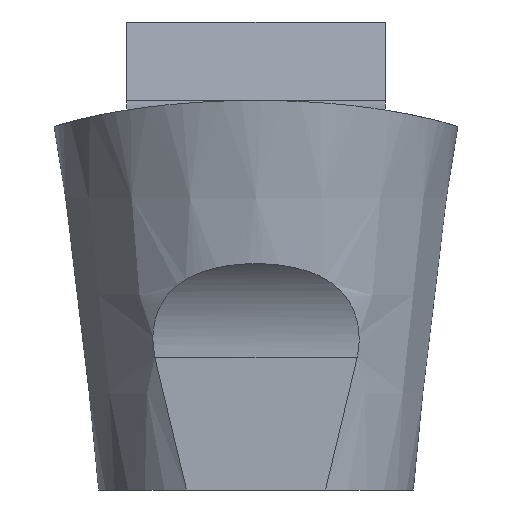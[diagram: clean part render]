
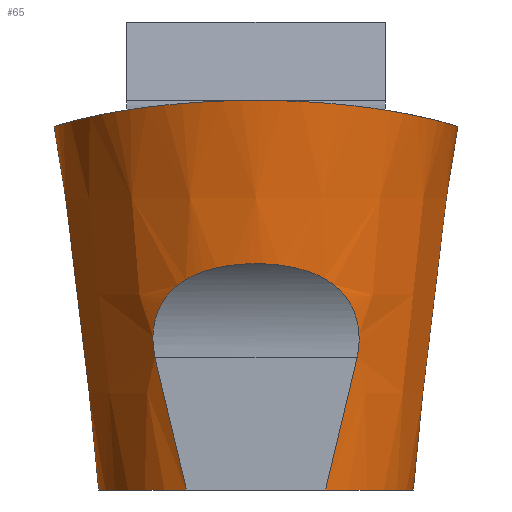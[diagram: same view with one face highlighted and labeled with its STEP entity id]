
A CAD part, front view. The second image highlights one B-rep face of the part: STEP entity #65.
In plain terms, the highlighted conical face has half-angle 7 degrees and reference radius 2.5 mm.
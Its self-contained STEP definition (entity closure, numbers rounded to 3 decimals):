
#42=CONICAL_SURFACE('',#502,2.5,7.);
#47=B_SPLINE_CURVE_WITH_KNOTS('',3,(#878,#879,#880,#881),.UNSPECIFIED.,
 .F.,.F.,(4,4),(0.,1.),.UNSPECIFIED.);
#48=B_SPLINE_CURVE_WITH_KNOTS('',3,(#883,#884,#885,#886,#887,#888,#889,
#890,#891,#892,#893,#894,#895,#896,#897,#898,#899,#900,#901,#902,#903,#904,
#905,#906,#907,#908,#909,#910,#911,#912,#913,#914,#915,#916,#917,#918,#919),
 .UNSPECIFIED.,.F.,.F.,(4,3,3,3,3,3,3,3,3,3,3,3,4),(0.,0.07,
0.141,0.209,0.28,0.381,
0.482,0.605,0.708,0.789,
0.872,0.943,1.),.UNSPECIFIED.);
#49=B_SPLINE_CURVE_WITH_KNOTS('',3,(#921,#922,#923,#924),.UNSPECIFIED.,
 .F.,.F.,(4,4),(0.,1.),.UNSPECIFIED.);
#50=B_SPLINE_CURVE_WITH_KNOTS('',3,(#929,#930,#931,#932,#933,#934,#935,
#936,#937,#938,#939,#940,#941,#942,#943,#944,#945,#946,#947,#948,#949,#950,
#951,#952,#953,#954,#955,#956,#957,#958,#959,#960,#961,#962,#963,#964,#965),
 .UNSPECIFIED.,.F.,.F.,(4,3,3,3,3,3,3,3,3,3,3,3,4),(0.,0.086,
0.172,0.257,0.345,0.433,
0.518,0.601,0.685,0.771,
0.859,0.946,1.),.UNSPECIFIED.);
#55=CIRCLE('',#499,1.948);
#56=CIRCLE('',#500,1.948);
#65=ADVANCED_FACE('SIDE_FP_AN_SU1',(#101),#42,.T.);
#101=FACE_OUTER_BOUND('',#123,.T.);
#123=EDGE_LOOP('',(#197,#198,#199,#200,#201,#202,#203,#204,#205,#206));
#143=ELLIPSE('',#498,2.508,2.495);
#144=ELLIPSE('',#501,2.508,2.495);
#197=ORIENTED_EDGE('',*,*,#349,.F.);
#198=ORIENTED_EDGE('',*,*,#345,.F.);
#199=ORIENTED_EDGE('',*,*,#350,.F.);
#200=ORIENTED_EDGE('',*,*,#351,.T.);
#201=ORIENTED_EDGE('',*,*,#352,.T.);
#202=ORIENTED_EDGE('',*,*,#353,.T.);
#203=ORIENTED_EDGE('',*,*,#354,.F.);
#204=ORIENTED_EDGE('',*,*,#347,.T.);
#205=ORIENTED_EDGE('',*,*,#355,.F.);
#206=ORIENTED_EDGE('',*,*,#356,.F.);
#297=VERTEX_POINT('',#863);
#298=VERTEX_POINT('',#865);
#299=VERTEX_POINT('',#869);
#300=VERTEX_POINT('',#871);
#301=VERTEX_POINT('',#875);
#302=VERTEX_POINT('',#877);
#303=VERTEX_POINT('',#882);
#304=VERTEX_POINT('',#920);
#305=VERTEX_POINT('',#925);
#306=VERTEX_POINT('',#928);
#345=EDGE_CURVE('',#298,#297,#393,.T.);
#347=EDGE_CURVE('',#300,#299,#395,.T.);
#349=EDGE_CURVE('',#297,#301,#143,.T.);
#350=EDGE_CURVE('',#302,#298,#55,.T.);
#351=EDGE_CURVE('',#302,#303,#47,.T.);
#352=EDGE_CURVE('',#303,#304,#48,.T.);
#353=EDGE_CURVE('',#304,#305,#49,.T.);
#354=EDGE_CURVE('',#300,#305,#56,.T.);
#355=EDGE_CURVE('',#306,#299,#144,.T.);
#356=EDGE_CURVE('',#301,#306,#50,.T.);
#393=LINE('',#866,#433);
#395=LINE('',#870,#435);
#433=VECTOR('',#574,1.);
#435=VECTOR('',#578,1.);
#498=AXIS2_PLACEMENT_3D('',#874,#582,#583);
#499=AXIS2_PLACEMENT_3D('',#876,#584,#585);
#500=AXIS2_PLACEMENT_3D('',#926,#586,#587);
#501=AXIS2_PLACEMENT_3D('',#927,#588,#589);
#502=AXIS2_PLACEMENT_3D('',#966,#590,#591);
#574=DIRECTION('',(-0.106,0.061,0.993));
#578=DIRECTION('',(0.106,0.061,0.993));
#582=DIRECTION('',(0.,-0.104,0.995));
#583=DIRECTION('',(0.,0.995,0.104));
#584=DIRECTION('',(0.,0.,-1.));
#585=DIRECTION('',(-1.,0.,0.));
#586=DIRECTION('',(0.,0.,-1.));
#587=DIRECTION('',(-1.,0.,0.));
#588=DIRECTION('',(0.,-0.104,0.995));
#589=DIRECTION('',(0.,0.995,0.104));
#590=DIRECTION('',(0.,0.,1.));
#591=DIRECTION('',(1.,0.,0.));
#863=CARTESIAN_POINT('',(-2.174,-9.184,0.085));
#865=CARTESIAN_POINT('',(-1.687,-9.466,-4.495));
#866=CARTESIAN_POINT('',(-2.165,-9.19,0.));
#869=CARTESIAN_POINT('',(2.174,-9.184,0.085));
#870=CARTESIAN_POINT('',(2.165,-9.19,0.));
#871=CARTESIAN_POINT('',(1.687,-9.466,-4.495));
#874=CARTESIAN_POINT('',(0.,-10.408,-0.043));
#875=CARTESIAN_POINT('',(-2.335,-9.53,0.049));
#876=CARTESIAN_POINT('',(0.,-10.44,-4.495));
#877=CARTESIAN_POINT('',(-0.86,-12.187,-4.495));
#878=CARTESIAN_POINT('',(-0.86,-12.187,-4.495));
#879=CARTESIAN_POINT('',(-1.011,-12.187,-3.952));
#880=CARTESIAN_POINT('',(-1.136,-12.187,-3.403));
#881=CARTESIAN_POINT('',(-1.252,-12.187,-2.851));
#882=CARTESIAN_POINT('',(-1.252,-12.187,-2.851));
#883=CARTESIAN_POINT('',(-1.252,-12.187,-2.851));
#884=CARTESIAN_POINT('',(-1.272,-12.187,-2.755));
#885=CARTESIAN_POINT('',(-1.28,-12.197,-2.654));
#886=CARTESIAN_POINT('',(-1.274,-12.216,-2.558));
#887=CARTESIAN_POINT('',(-1.267,-12.235,-2.462));
#888=CARTESIAN_POINT('',(-1.247,-12.264,-2.367));
#889=CARTESIAN_POINT('',(-1.212,-12.299,-2.282));
#890=CARTESIAN_POINT('',(-1.179,-12.333,-2.199));
#891=CARTESIAN_POINT('',(-1.132,-12.373,-2.124));
#892=CARTESIAN_POINT('',(-1.074,-12.413,-2.059));
#893=CARTESIAN_POINT('',(-1.015,-12.455,-1.991));
#894=CARTESIAN_POINT('',(-0.943,-12.498,-1.934));
#895=CARTESIAN_POINT('',(-0.863,-12.537,-1.888));
#896=CARTESIAN_POINT('',(-0.752,-12.591,-1.823));
#897=CARTESIAN_POINT('',(-0.625,-12.639,-1.777));
#898=CARTESIAN_POINT('',(-0.492,-12.672,-1.747));
#899=CARTESIAN_POINT('',(-0.358,-12.705,-1.716));
#900=CARTESIAN_POINT('',(-0.215,-12.725,-1.7));
#901=CARTESIAN_POINT('',(-0.073,-12.73,-1.696));
#902=CARTESIAN_POINT('',(0.097,-12.736,-1.69));
#903=CARTESIAN_POINT('',(0.271,-12.721,-1.703));
#904=CARTESIAN_POINT('',(0.434,-12.685,-1.734));
#905=CARTESIAN_POINT('',(0.572,-12.655,-1.761));
#906=CARTESIAN_POINT('',(0.705,-12.61,-1.803));
#907=CARTESIAN_POINT('',(0.823,-12.556,-1.865));
#908=CARTESIAN_POINT('',(0.916,-12.514,-1.914));
#909=CARTESIAN_POINT('',(1.001,-12.464,-1.977));
#910=CARTESIAN_POINT('',(1.07,-12.416,-2.054));
#911=CARTESIAN_POINT('',(1.14,-12.368,-2.131));
#912=CARTESIAN_POINT('',(1.194,-12.32,-2.225));
#913=CARTESIAN_POINT('',(1.229,-12.282,-2.327));
#914=CARTESIAN_POINT('',(1.259,-12.249,-2.416));
#915=CARTESIAN_POINT('',(1.275,-12.222,-2.514));
#916=CARTESIAN_POINT('',(1.276,-12.206,-2.612));
#917=CARTESIAN_POINT('',(1.277,-12.194,-2.691));
#918=CARTESIAN_POINT('',(1.269,-12.187,-2.772));
#919=CARTESIAN_POINT('',(1.252,-12.187,-2.851));
#920=CARTESIAN_POINT('',(1.252,-12.187,-2.851));
#921=CARTESIAN_POINT('',(1.252,-12.187,-2.851));
#922=CARTESIAN_POINT('',(1.136,-12.187,-3.402));
#923=CARTESIAN_POINT('',(1.011,-12.187,-3.953));
#924=CARTESIAN_POINT('',(0.86,-12.187,-4.495));
#925=CARTESIAN_POINT('',(0.86,-12.187,-4.495));
#926=CARTESIAN_POINT('',(0.,-10.44,-4.495));
#927=CARTESIAN_POINT('',(0.,-10.408,-0.043));
#928=CARTESIAN_POINT('',(2.335,-9.53,0.049));
#929=CARTESIAN_POINT('',(-2.335,-9.53,0.049));
#930=CARTESIAN_POINT('',(-2.433,-9.79,0.022));
#931=CARTESIAN_POINT('',(-2.489,-10.072,0.004));
#932=CARTESIAN_POINT('',(-2.498,-10.351,0.001));
#933=CARTESIAN_POINT('',(-2.508,-10.631,-0.003));
#934=CARTESIAN_POINT('',(-2.471,-10.916,0.01));
#935=CARTESIAN_POINT('',(-2.391,-11.183,0.033));
#936=CARTESIAN_POINT('',(-2.311,-11.449,0.056));
#937=CARTESIAN_POINT('',(-2.187,-11.705,0.09));
#938=CARTESIAN_POINT('',(-2.026,-11.93,0.126));
#939=CARTESIAN_POINT('',(-1.862,-12.161,0.162));
#940=CARTESIAN_POINT('',(-1.655,-12.367,0.2));
#941=CARTESIAN_POINT('',(-1.422,-12.531,0.232));
#942=CARTESIAN_POINT('',(-1.19,-12.693,0.264));
#943=CARTESIAN_POINT('',(-0.925,-12.817,0.29));
#944=CARTESIAN_POINT('',(-0.651,-12.892,0.306));
#945=CARTESIAN_POINT('',(-0.384,-12.965,0.322));
#946=CARTESIAN_POINT('',(-0.101,-12.993,0.328));
#947=CARTESIAN_POINT('',(0.175,-12.973,0.324));
#948=CARTESIAN_POINT('',(0.445,-12.954,0.32));
#949=CARTESIAN_POINT('',(0.715,-12.889,0.305));
#950=CARTESIAN_POINT('',(0.964,-12.784,0.283));
#951=CARTESIAN_POINT('',(1.214,-12.678,0.261));
#952=CARTESIAN_POINT('',(1.449,-12.529,0.231));
#953=CARTESIAN_POINT('',(1.65,-12.35,0.198));
#954=CARTESIAN_POINT('',(1.857,-12.165,0.163));
#955=CARTESIAN_POINT('',(2.035,-11.943,0.125));
#956=CARTESIAN_POINT('',(2.171,-11.702,0.092));
#957=CARTESIAN_POINT('',(2.31,-11.454,0.058));
#958=CARTESIAN_POINT('',(2.409,-11.178,0.028));
#959=CARTESIAN_POINT('',(2.46,-10.896,0.013));
#960=CARTESIAN_POINT('',(2.51,-10.616,-0.003));
#961=CARTESIAN_POINT('',(2.513,-10.324,-0.004));
#962=CARTESIAN_POINT('',(2.47,-10.043,0.01));
#963=CARTESIAN_POINT('',(2.442,-9.868,0.018));
#964=CARTESIAN_POINT('',(2.397,-9.695,0.032));
#965=CARTESIAN_POINT('',(2.335,-9.53,0.049));
#966=CARTESIAN_POINT('',(0.,-10.44,0.));
